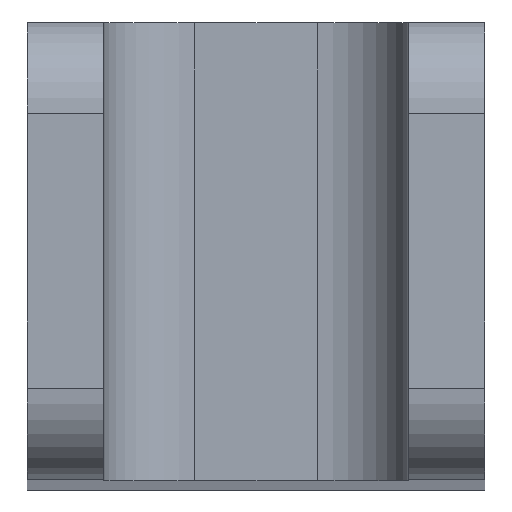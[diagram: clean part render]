
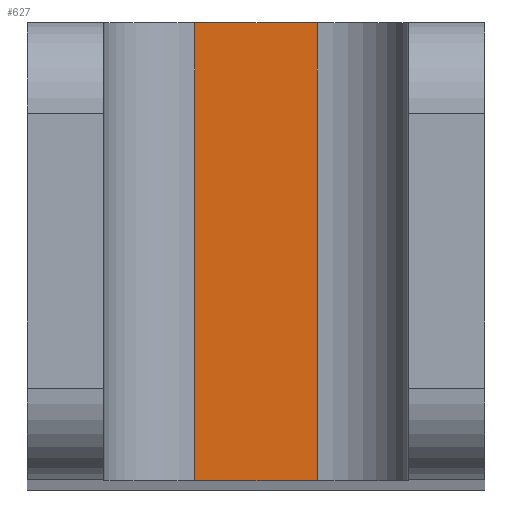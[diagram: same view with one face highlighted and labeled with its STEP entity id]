
A CAD part, top view. The second image highlights one B-rep face of the part: STEP entity #627.
In plain terms, the highlighted planar face has unit normal (0, 0, 1).
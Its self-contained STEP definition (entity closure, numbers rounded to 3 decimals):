
#10 = EDGE_CURVE ( 'NONE', #594, #750, #574, .T. ) ;
#24 = LINE ( 'NONE', #31, #508 ) ;
#25 = ORIENTED_EDGE ( 'NONE', *, *, #757, .T. ) ;
#31 = CARTESIAN_POINT ( 'NONE',  ( -5., -7.5, 175. ) ) ;
#58 = VECTOR ( 'NONE', #723, 1000. ) ;
#62 = EDGE_CURVE ( 'NONE', #604, #594, #24, .T. ) ;
#97 = CARTESIAN_POINT ( 'NONE',  ( -2., -7.5, 175. ) ) ;
#122 = ORIENTED_EDGE ( 'NONE', *, *, #62, .T. ) ;
#169 = CARTESIAN_POINT ( 'NONE',  ( 2., -7.5, 175. ) ) ;
#188 = VECTOR ( 'NONE', #817, 1000. ) ;
#217 = EDGE_CURVE ( 'NONE', #750, #390, #477, .T. ) ;
#221 = CARTESIAN_POINT ( 'NONE',  ( 0., 0., 175. ) ) ;
#234 = ORIENTED_EDGE ( 'NONE', *, *, #217, .T. ) ;
#279 = CARTESIAN_POINT ( 'NONE',  ( 2., 0., 175. ) ) ;
#287 = DIRECTION ( 'NONE',  ( 0., 0., 1. ) ) ;
#303 = CARTESIAN_POINT ( 'NONE',  ( 2., 7.5, 175. ) ) ;
#334 = CARTESIAN_POINT ( 'NONE',  ( -2., 7.5, 175. ) ) ;
#346 = EDGE_LOOP ( 'NONE', ( #122, #739, #234, #25 ) ) ;
#372 = DIRECTION ( 'NONE',  ( 1., 0., 0. ) ) ;
#390 = VERTEX_POINT ( 'NONE', #334 ) ;
#413 = FACE_OUTER_BOUND ( 'NONE', #346, .T. ) ;
#442 = CARTESIAN_POINT ( 'NONE',  ( 5., 7.5, 175. ) ) ;
#460 = VECTOR ( 'NONE', #740, 1000. ) ;
#477 = LINE ( 'NONE', #442, #188 ) ;
#484 = AXIS2_PLACEMENT_3D ( 'NONE', #221, #287, #726 ) ;
#508 = VECTOR ( 'NONE', #372, 1000. ) ;
#515 = LINE ( 'NONE', #620, #460 ) ;
#574 = LINE ( 'NONE', #279, #58 ) ;
#594 = VERTEX_POINT ( 'NONE', #169 ) ;
#604 = VERTEX_POINT ( 'NONE', #97 ) ;
#620 = CARTESIAN_POINT ( 'NONE',  ( -2., 0., 175. ) ) ;
#627 = ADVANCED_FACE ( 'NONE', ( #413 ), #661, .T. ) ;
#661 = PLANE ( 'NONE',  #484 ) ;
#723 = DIRECTION ( 'NONE',  ( 0., 1., 0. ) ) ;
#726 = DIRECTION ( 'NONE',  ( 1., 0., 0. ) ) ;
#739 = ORIENTED_EDGE ( 'NONE', *, *, #10, .T. ) ;
#740 = DIRECTION ( 'NONE',  ( 0., -1., 0. ) ) ;
#750 = VERTEX_POINT ( 'NONE', #303 ) ;
#757 = EDGE_CURVE ( 'NONE', #390, #604, #515, .T. ) ;
#817 = DIRECTION ( 'NONE',  ( -1., 0., 0. ) ) ;
